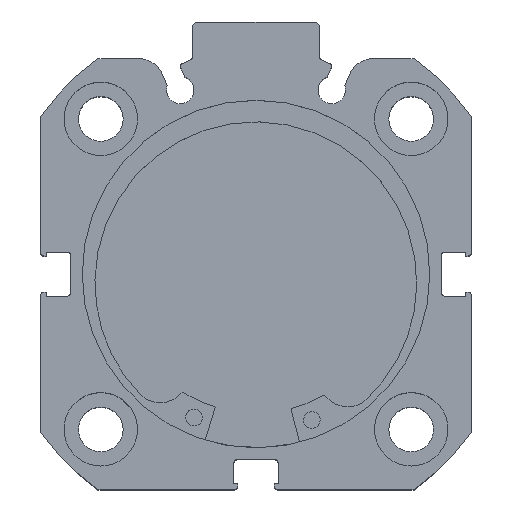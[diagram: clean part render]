
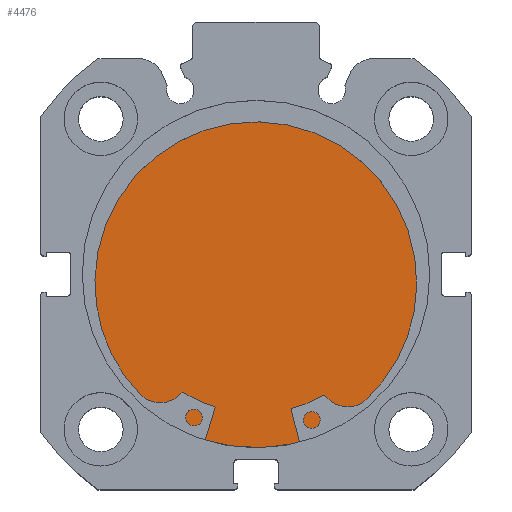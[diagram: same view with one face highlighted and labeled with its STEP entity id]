
A CAD part, top view. The second image highlights one B-rep face of the part: STEP entity #4476.
In plain terms, the highlighted face is planar.
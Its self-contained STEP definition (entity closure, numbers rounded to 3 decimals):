
#859 = VERTEX_POINT ( 'NONE', #1425 ) ;
#880 = CARTESIAN_POINT ( 'NONE',  ( 9., 0., -26. ) ) ;
#1403 = VERTEX_POINT ( 'NONE', #880 ) ;
#1425 = CARTESIAN_POINT ( 'NONE',  ( 9., 0., 26. ) ) ;
#1536 = EDGE_LOOP ( 'NONE', ( #1992, #1938 ) ) ;
#1938 = ORIENTED_EDGE ( 'NONE', *, *, #6302, .F. ) ;
#1992 = ORIENTED_EDGE ( 'NONE', *, *, #6323, .F. ) ;
#2373 = FACE_OUTER_BOUND ( 'NONE', #1536, .T. ) ;
#3038 = AXIS2_PLACEMENT_3D ( 'NONE', #5394, #5373, #5371 ) ;
#3053 = AXIS2_PLACEMENT_3D ( 'NONE', #5662, #5660, #5659 ) ;
#3149 = AXIS2_PLACEMENT_3D ( 'NONE', #5601, #5600, #5599 ) ;
#4476 = ADVANCED_FACE ( 'NONE', ( #2373 ), #5386, .F. ) ;
#4796 = CIRCLE ( 'NONE', #3053, 26. ) ;
#4830 = CIRCLE ( 'NONE', #3149, 26. ) ;
#5371 = DIRECTION ( 'NONE',  ( 0., 0., 1. ) ) ;
#5373 = DIRECTION ( 'NONE',  ( -1., 0., 0. ) ) ;
#5386 = PLANE ( 'NONE',  #3038 ) ;
#5394 = CARTESIAN_POINT ( 'NONE',  ( 9., 26., 0. ) ) ;
#5599 = DIRECTION ( 'NONE',  ( 0., 0., 1. ) ) ;
#5600 = DIRECTION ( 'NONE',  ( -1., 0., 0. ) ) ;
#5601 = CARTESIAN_POINT ( 'NONE',  ( 9., 0., 0. ) ) ;
#5659 = DIRECTION ( 'NONE',  ( 0., 0., 1. ) ) ;
#5660 = DIRECTION ( 'NONE',  ( -1., 0., 0. ) ) ;
#5662 = CARTESIAN_POINT ( 'NONE',  ( 9., 0., 0. ) ) ;
#6302 = EDGE_CURVE ( 'NONE', #1403, #859, #4796, .T. ) ;
#6323 = EDGE_CURVE ( 'NONE', #859, #1403, #4830, .T. ) ;
